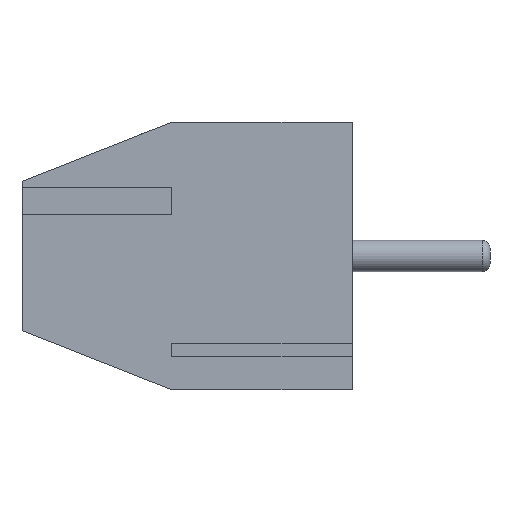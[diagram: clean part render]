
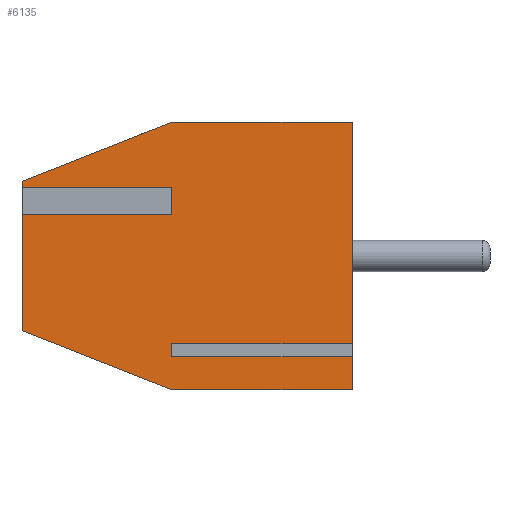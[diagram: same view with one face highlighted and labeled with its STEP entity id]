
A CAD part, left-side view. The second image highlights one B-rep face of the part: STEP entity #6135.
In plain terms, the highlighted planar face has unit normal (-1, 0, 0).
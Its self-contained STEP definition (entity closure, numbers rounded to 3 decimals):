
#228 = DIRECTION ( 'NONE',  ( 1., 0., 0. ) ) ;
#839 = ORIENTED_EDGE ( 'NONE', *, *, #29065, .T. ) ;
#851 = CARTESIAN_POINT ( 'NONE',  ( 0., 4.6, 0.832 ) ) ;
#944 = CARTESIAN_POINT ( 'NONE',  ( 0., 8.4, 4.632 ) ) ;
#972 = CARTESIAN_POINT ( 'NONE',  ( 0., 8.4, 5.3 ) ) ;
#1713 = VECTOR ( 'NONE', #25231, 1000. ) ;
#1939 = ORIENTED_EDGE ( 'NONE', *, *, #24384, .T. ) ;
#1978 = EDGE_CURVE ( 'NONE', #14880, #11181, #12089, .T. ) ;
#2355 = ORIENTED_EDGE ( 'NONE', *, *, #5766, .T. ) ;
#2526 = VECTOR ( 'NONE', #30513, 1000. ) ;
#2592 = EDGE_CURVE ( 'NONE', #13676, #26565, #6808, .T. ) ;
#2857 = PLANE ( 'NONE',  #17422 ) ;
#2873 = VECTOR ( 'NONE', #18382, 1000. ) ;
#3011 = DIRECTION ( 'NONE',  ( 0., 0., -1. ) ) ;
#3142 = VECTOR ( 'NONE', #4091, 1000. ) ;
#4040 = LINE ( 'NONE', #944, #27923 ) ;
#4091 = DIRECTION ( 'NONE',  ( 0., 0., 1. ) ) ;
#4316 = CARTESIAN_POINT ( 'NONE',  ( 0., 4.6, 1.168 ) ) ;
#4610 = DIRECTION ( 'NONE',  ( 0., 0., -1. ) ) ;
#4741 = DIRECTION ( 'NONE',  ( 0., -1., 0. ) ) ;
#5042 = CARTESIAN_POINT ( 'NONE',  ( 0., 0., 0.832 ) ) ;
#5258 = DIRECTION ( 'NONE',  ( 0., -1., 0. ) ) ;
#5551 = CARTESIAN_POINT ( 'NONE',  ( 0., 0., 6.8 ) ) ;
#5766 = EDGE_CURVE ( 'NONE', #17675, #15497, #12555, .T. ) ;
#5872 = VERTEX_POINT ( 'NONE', #15345 ) ;
#5950 = DIRECTION ( 'NONE',  ( 0., -1., 0. ) ) ;
#6082 = ORIENTED_EDGE ( 'NONE', *, *, #28582, .T. ) ;
#6135 = ADVANCED_FACE ( 'NONE', ( #28437 ), #2857, .F. ) ;
#6154 = ORIENTED_EDGE ( 'NONE', *, *, #28102, .F. ) ;
#6184 = DIRECTION ( 'NONE',  ( 0., 0.93, 0.367 ) ) ;
#6298 = CARTESIAN_POINT ( 'NONE',  ( 0., 4.6, 1.168 ) ) ;
#6317 = CARTESIAN_POINT ( 'NONE',  ( 0., 4.6, 4.968 ) ) ;
#6481 = LINE ( 'NONE', #15953, #20317 ) ;
#6805 = EDGE_CURVE ( 'NONE', #29397, #5872, #27505, .T. ) ;
#6808 = LINE ( 'NONE', #9434, #11182 ) ;
#7026 = VERTEX_POINT ( 'NONE', #29277 ) ;
#7041 = ORIENTED_EDGE ( 'NONE', *, *, #18951, .F. ) ;
#7098 = LINE ( 'NONE', #26277, #13297 ) ;
#7258 = CARTESIAN_POINT ( 'NONE',  ( 0., 8.4, 4.968 ) ) ;
#7454 = ORIENTED_EDGE ( 'NONE', *, *, #2592, .F. ) ;
#7833 = VECTOR ( 'NONE', #19667, 1000. ) ;
#7939 = EDGE_CURVE ( 'NONE', #7026, #13044, #23044, .T. ) ;
#8626 = VECTOR ( 'NONE', #12792, 1000. ) ;
#9155 = VECTOR ( 'NONE', #5258, 1000. ) ;
#9253 = CARTESIAN_POINT ( 'NONE',  ( 0., 0., 0. ) ) ;
#9353 = ORIENTED_EDGE ( 'NONE', *, *, #23777, .F. ) ;
#9434 = CARTESIAN_POINT ( 'NONE',  ( 0., 8.4, 6.8 ) ) ;
#9501 = CARTESIAN_POINT ( 'NONE',  ( 0., 0., 6.8 ) ) ;
#9570 = CARTESIAN_POINT ( 'NONE',  ( 0., 8.4, 6.8 ) ) ;
#10295 = CARTESIAN_POINT ( 'NONE',  ( 0., 8.4, 4.968 ) ) ;
#10420 = EDGE_CURVE ( 'NONE', #13044, #11181, #4040, .T. ) ;
#11181 = VERTEX_POINT ( 'NONE', #30069 ) ;
#11182 = VECTOR ( 'NONE', #18308, 1000. ) ;
#11397 = VECTOR ( 'NONE', #22142, 1000. ) ;
#12089 = LINE ( 'NONE', #14722, #17168 ) ;
#12219 = VERTEX_POINT ( 'NONE', #14510 ) ;
#12257 = CARTESIAN_POINT ( 'NONE',  ( 0., 8.4, 0. ) ) ;
#12555 = LINE ( 'NONE', #12257, #9155 ) ;
#12792 = DIRECTION ( 'NONE',  ( 0., -0.93, 0.367 ) ) ;
#13044 = VERTEX_POINT ( 'NONE', #13485 ) ;
#13297 = VECTOR ( 'NONE', #4741, 1000. ) ;
#13485 = CARTESIAN_POINT ( 'NONE',  ( 0., 8.4, 4.632 ) ) ;
#13676 = VERTEX_POINT ( 'NONE', #10295 ) ;
#14078 = DIRECTION ( 'NONE',  ( 0., -1., 0. ) ) ;
#14510 = CARTESIAN_POINT ( 'NONE',  ( 0., 4.6, 6.8 ) ) ;
#14722 = CARTESIAN_POINT ( 'NONE',  ( 0., 4.6, 4.968 ) ) ;
#14880 = VERTEX_POINT ( 'NONE', #6317 ) ;
#15345 = CARTESIAN_POINT ( 'NONE',  ( 0., 0., 1.168 ) ) ;
#15488 = VERTEX_POINT ( 'NONE', #5042 ) ;
#15497 = VERTEX_POINT ( 'NONE', #9253 ) ;
#15504 = LINE ( 'NONE', #24920, #1713 ) ;
#15621 = CARTESIAN_POINT ( 'NONE',  ( 0., 8.4, 6.8 ) ) ;
#15953 = CARTESIAN_POINT ( 'NONE',  ( 0., 8.4, 1.5 ) ) ;
#16899 = LINE ( 'NONE', #7258, #25237 ) ;
#16951 = VERTEX_POINT ( 'NONE', #18129 ) ;
#17168 = VECTOR ( 'NONE', #4610, 1000. ) ;
#17422 = AXIS2_PLACEMENT_3D ( 'NONE', #9570, #228, #3011 ) ;
#17653 = LINE ( 'NONE', #972, #8626 ) ;
#17675 = VERTEX_POINT ( 'NONE', #19195 ) ;
#18129 = CARTESIAN_POINT ( 'NONE',  ( 0., 4.6, 0.832 ) ) ;
#18308 = DIRECTION ( 'NONE',  ( 0., 0., 1. ) ) ;
#18331 = VERTEX_POINT ( 'NONE', #30220 ) ;
#18382 = DIRECTION ( 'NONE',  ( 0., 0., 1. ) ) ;
#18951 = EDGE_CURVE ( 'NONE', #12219, #18331, #15504, .T. ) ;
#19195 = CARTESIAN_POINT ( 'NONE',  ( 0., 4.6, 0. ) ) ;
#19275 = ORIENTED_EDGE ( 'NONE', *, *, #28702, .F. ) ;
#19667 = DIRECTION ( 'NONE',  ( 0., 0., 1. ) ) ;
#20317 = VECTOR ( 'NONE', #6184, 1000. ) ;
#22142 = DIRECTION ( 'NONE',  ( 0., 0., 1. ) ) ;
#23009 = ORIENTED_EDGE ( 'NONE', *, *, #1978, .T. ) ;
#23044 = LINE ( 'NONE', #15621, #3142 ) ;
#23385 = ORIENTED_EDGE ( 'NONE', *, *, #30284, .T. ) ;
#23616 = LINE ( 'NONE', #9501, #2873 ) ;
#23777 = EDGE_CURVE ( 'NONE', #17675, #7026, #6481, .T. ) ;
#24136 = LINE ( 'NONE', #851, #7833 ) ;
#24384 = EDGE_CURVE ( 'NONE', #13676, #14880, #16899, .T. ) ;
#24920 = CARTESIAN_POINT ( 'NONE',  ( 0., 8.4, 6.8 ) ) ;
#25231 = DIRECTION ( 'NONE',  ( 0., -1., 0. ) ) ;
#25237 = VECTOR ( 'NONE', #14078, 1000. ) ;
#26277 = CARTESIAN_POINT ( 'NONE',  ( 0., 4.6, 0.832 ) ) ;
#26324 = CARTESIAN_POINT ( 'NONE',  ( 0., 8.4, 5.3 ) ) ;
#26565 = VERTEX_POINT ( 'NONE', #26324 ) ;
#27065 = LINE ( 'NONE', #5551, #11397 ) ;
#27505 = LINE ( 'NONE', #6298, #2526 ) ;
#27656 = ORIENTED_EDGE ( 'NONE', *, *, #6805, .T. ) ;
#27923 = VECTOR ( 'NONE', #5950, 1000. ) ;
#28042 = ORIENTED_EDGE ( 'NONE', *, *, #7939, .F. ) ;
#28102 = EDGE_CURVE ( 'NONE', #26565, #12219, #17653, .T. ) ;
#28437 = FACE_OUTER_BOUND ( 'NONE', #30528, .T. ) ;
#28582 = EDGE_CURVE ( 'NONE', #16951, #29397, #24136, .T. ) ;
#28702 = EDGE_CURVE ( 'NONE', #16951, #15488, #7098, .T. ) ;
#29065 = EDGE_CURVE ( 'NONE', #15497, #15488, #23616, .T. ) ;
#29277 = CARTESIAN_POINT ( 'NONE',  ( 0., 8.4, 1.5 ) ) ;
#29397 = VERTEX_POINT ( 'NONE', #4316 ) ;
#30069 = CARTESIAN_POINT ( 'NONE',  ( 0., 4.6, 4.632 ) ) ;
#30220 = CARTESIAN_POINT ( 'NONE',  ( 0., 0., 6.8 ) ) ;
#30284 = EDGE_CURVE ( 'NONE', #5872, #18331, #27065, .T. ) ;
#30384 = ORIENTED_EDGE ( 'NONE', *, *, #10420, .F. ) ;
#30513 = DIRECTION ( 'NONE',  ( 0., -1., 0. ) ) ;
#30528 = EDGE_LOOP ( 'NONE', ( #27656, #23385, #7041, #6154, #7454, #1939, #23009, #30384, #28042, #9353, #2355, #839, #19275, #6082 ) ) ;
